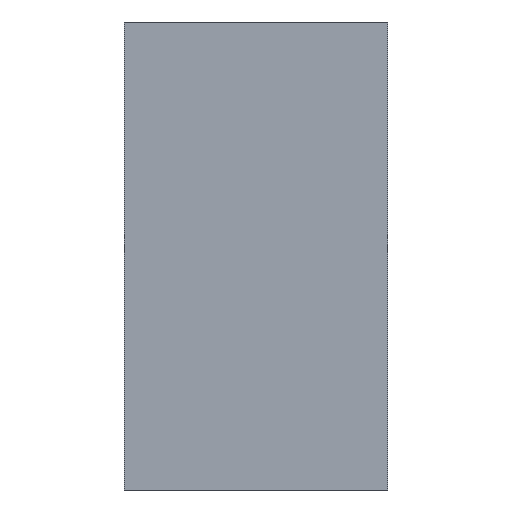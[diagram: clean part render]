
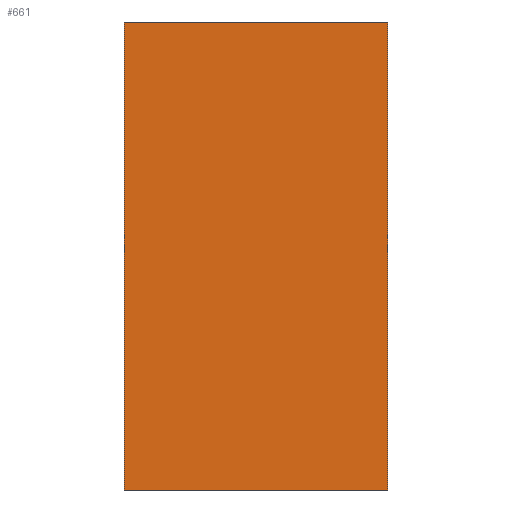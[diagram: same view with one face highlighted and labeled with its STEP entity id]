
A CAD part, left-side view. The second image highlights one B-rep face of the part: STEP entity #661.
In plain terms, the highlighted planar face has unit normal (-1, 0, 0).
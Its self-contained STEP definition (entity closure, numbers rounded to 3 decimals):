
#43 = FACE_OUTER_BOUND ( 'NONE', #490, .T. ) ;
#50 = CARTESIAN_POINT ( 'NONE',  ( -0.81, 0.44, 0.4 ) ) ;
#94 = VERTEX_POINT ( 'NONE', #160 ) ;
#123 = CARTESIAN_POINT ( 'NONE',  ( -0.81, 0.44, -0.4 ) ) ;
#136 = VECTOR ( 'NONE', #500, 1000. ) ;
#160 = CARTESIAN_POINT ( 'NONE',  ( -0.81, 0.44, 0.4 ) ) ;
#239 = PLANE ( 'NONE',  #1014 ) ;
#264 = DIRECTION ( 'NONE',  ( 0., 0., 1. ) ) ;
#316 = VECTOR ( 'NONE', #405, 1000. ) ;
#335 = DIRECTION ( 'NONE',  ( -1., 0., 0. ) ) ;
#405 = DIRECTION ( 'NONE',  ( 0., 0., 1. ) ) ;
#490 = EDGE_LOOP ( 'NONE', ( #919, #947, #850, #1171 ) ) ;
#500 = DIRECTION ( 'NONE',  ( 0., -1., 0. ) ) ;
#502 = CARTESIAN_POINT ( 'NONE',  ( -0.81, -0.01, -0.4 ) ) ;
#504 = EDGE_CURVE ( 'NONE', #666, #1098, #927, .T. ) ;
#578 = VECTOR ( 'NONE', #1048, 1000. ) ;
#625 = CARTESIAN_POINT ( 'NONE',  ( -0.81, 0.44, -0.4 ) ) ;
#661 = ADVANCED_FACE ( 'NONE', ( #43 ), #239, .T. ) ;
#666 = VERTEX_POINT ( 'NONE', #123 ) ;
#689 = CARTESIAN_POINT ( 'NONE',  ( -0.81, 0.44, -0.4 ) ) ;
#805 = DIRECTION ( 'NONE',  ( 0., 0., 1. ) ) ;
#819 = CARTESIAN_POINT ( 'NONE',  ( -0.81, 0.44, -0.4 ) ) ;
#828 = LINE ( 'NONE', #502, #316 ) ;
#850 = ORIENTED_EDGE ( 'NONE', *, *, #504, .T. ) ;
#919 = ORIENTED_EDGE ( 'NONE', *, *, #1047, .F. ) ;
#927 = LINE ( 'NONE', #819, #136 ) ;
#947 = ORIENTED_EDGE ( 'NONE', *, *, #1372, .F. ) ;
#958 = LINE ( 'NONE', #625, #965 ) ;
#963 = VERTEX_POINT ( 'NONE', #1233 ) ;
#965 = VECTOR ( 'NONE', #264, 1000. ) ;
#1014 = AXIS2_PLACEMENT_3D ( 'NONE', #689, #335, #805 ) ;
#1047 = EDGE_CURVE ( 'NONE', #94, #963, #1168, .T. ) ;
#1048 = DIRECTION ( 'NONE',  ( 0., -1., 0. ) ) ;
#1080 = EDGE_CURVE ( 'NONE', #1098, #963, #828, .T. ) ;
#1098 = VERTEX_POINT ( 'NONE', #1296 ) ;
#1168 = LINE ( 'NONE', #50, #578 ) ;
#1171 = ORIENTED_EDGE ( 'NONE', *, *, #1080, .T. ) ;
#1233 = CARTESIAN_POINT ( 'NONE',  ( -0.81, -0.01, 0.4 ) ) ;
#1296 = CARTESIAN_POINT ( 'NONE',  ( -0.81, -0.01, -0.4 ) ) ;
#1372 = EDGE_CURVE ( 'NONE', #666, #94, #958, .T. ) ;
